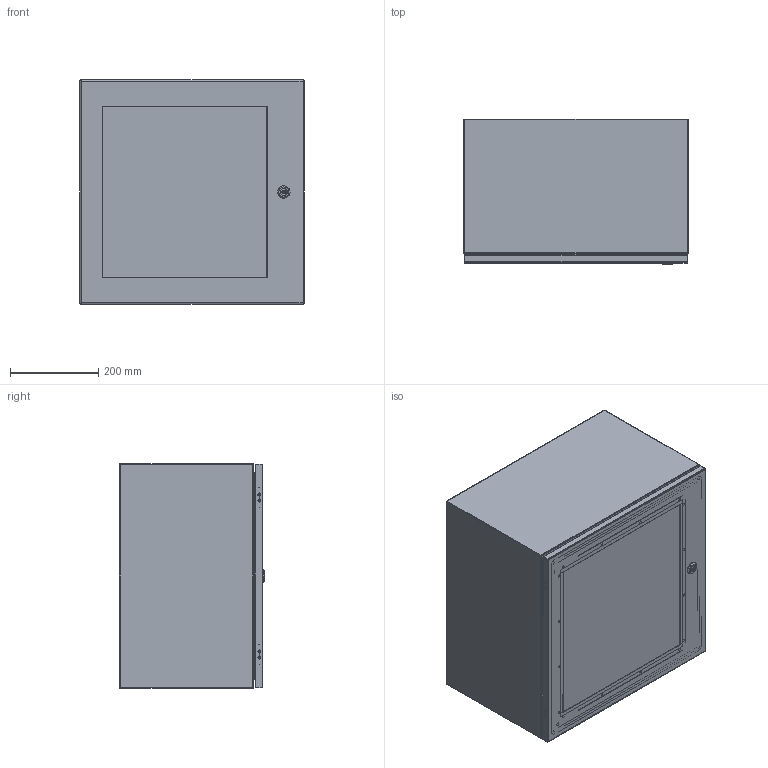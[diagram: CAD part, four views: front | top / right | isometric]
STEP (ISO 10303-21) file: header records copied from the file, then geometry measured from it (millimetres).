
FILE_DESCRIPTION (( 'STEP AP203' ), '1' );
FILE_NAME ('EN4SD202012WLG_Default.step', '2019-11-14T20:48:29', ( '' ), ( '' ), 'SwSTEP 2.0', 'SolidWorks 2019', '' );
FILE_SCHEMA (( 'CONFIG_CONTROL_DESIGN' ));
Length unit declared in the file: inch
Products named in the file (1): EN4SD202012WLG_Default
Bounding box: 508 x 329.74 x 508 mm (x, y, z)
Volume: 2786777.1 mm3; surface area: 2748547.7 mm2
Topology: 66 solids, 67 shells, 1303 faces, 2797 edges, 1662 vertices
Faces by surface type: plane 664, cylinder 385, cone 142, bspline 88, torus 24
Entity records: 37507 total; most frequent: CARTESIAN_POINT 9622, DIRECTION 5878, ORIENTED_EDGE 5566, EDGE_CURVE 2783, AXIS2_PLACEMENT_3D 2247, VERTEX_POINT 1662, EDGE_LOOP 1443, LINE 1384
